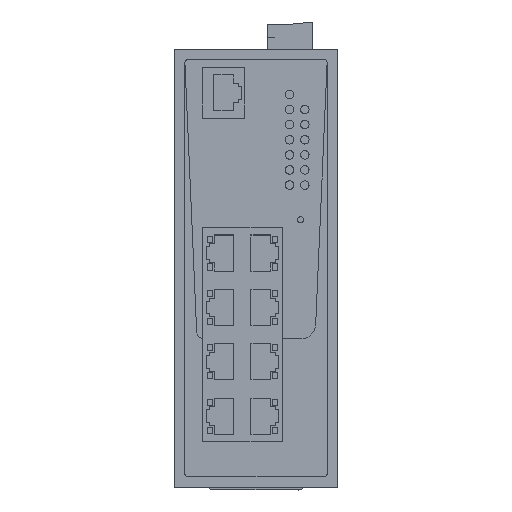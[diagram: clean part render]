
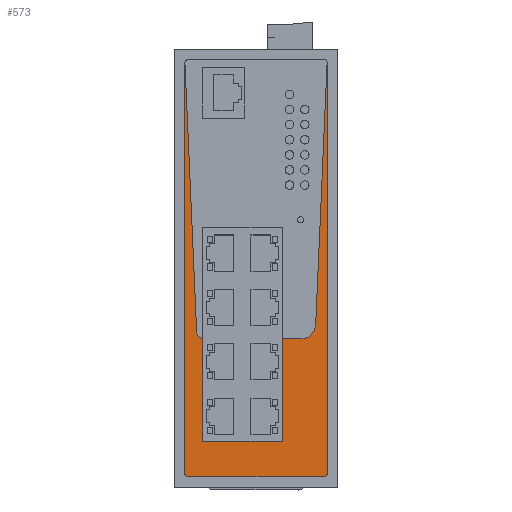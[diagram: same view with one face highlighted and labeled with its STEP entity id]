
A CAD part, top view. The second image highlights one B-rep face of the part: STEP entity #573.
In plain terms, the highlighted planar face has unit normal (0, 0, 1).
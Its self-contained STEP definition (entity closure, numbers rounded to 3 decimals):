
#317=AXIS2_PLACEMENT_3D('Circle Axis2P3D',#315,#316,$) ;
#483=AXIS2_PLACEMENT_3D('Circle Axis2P3D',#481,#482,$) ;
#504=AXIS2_PLACEMENT_3D('Plane Axis2P3D',#501,#502,#503) ;
#515=AXIS2_PLACEMENT_3D('Circle Axis2P3D',#513,#514,$) ;
#529=AXIS2_PLACEMENT_3D('Circle Axis2P3D',#527,#528,$) ;
#283=CARTESIAN_POINT('Line Origine',(38.876,49.817,131.)) ;
#287=CARTESIAN_POINT('Vertex',(35.835,49.817,131.)) ;
#289=CARTESIAN_POINT('Vertex',(41.917,49.817,131.)) ;
#315=CARTESIAN_POINT('Axis2P3D Location',(41.917,54.817,131.)) ;
#319=CARTESIAN_POINT('Vertex',(46.912,54.599,131.)) ;
#340=CARTESIAN_POINT('Line Origine',(48.806,97.974,131.)) ;
#344=CARTESIAN_POINT('Vertex',(50.7,141.35,131.)) ;
#434=CARTESIAN_POINT('Vertex',(3.6,141.35,131.)) ;
#456=CARTESIAN_POINT('Line Origine',(5.546,96.779,131.)) ;
#460=CARTESIAN_POINT('Vertex',(7.492,52.208,131.)) ;
#481=CARTESIAN_POINT('Axis2P3D Location',(9.99,52.317,131.)) ;
#485=CARTESIAN_POINT('Vertex',(9.485,49.868,131.)) ;
#501=CARTESIAN_POINT('Axis2P3D Location',(0.95,72.95,131.)) ;
#506=CARTESIAN_POINT('Line Origine',(3.6,73.3,131.)) ;
#510=CARTESIAN_POINT('Vertex',(3.6,5.25,131.)) ;
#513=CARTESIAN_POINT('Axis2P3D Location',(4.6,5.25,131.)) ;
#517=CARTESIAN_POINT('Vertex',(4.6,4.25,131.)) ;
#520=CARTESIAN_POINT('Line Origine',(27.15,4.25,131.)) ;
#524=CARTESIAN_POINT('Vertex',(49.7,4.25,131.)) ;
#527=CARTESIAN_POINT('Axis2P3D Location',(49.7,5.25,131.)) ;
#531=CARTESIAN_POINT('Vertex',(50.7,5.25,131.)) ;
#534=CARTESIAN_POINT('Line Origine',(50.7,73.3,131.)) ;
#539=CARTESIAN_POINT('Line Origine',(35.835,32.866,131.)) ;
#543=CARTESIAN_POINT('Vertex',(35.835,15.915,131.)) ;
#546=CARTESIAN_POINT('Line Origine',(22.66,15.915,131.)) ;
#550=CARTESIAN_POINT('Vertex',(9.485,15.915,131.)) ;
#553=CARTESIAN_POINT('Line Origine',(9.485,32.892,131.)) ;
#284=DIRECTION('Vector Direction',(1.,0.,0.)) ;
#316=DIRECTION('Axis2P3D Direction',(0.,0.,1.)) ;
#341=DIRECTION('Vector Direction',(0.044,0.999,0.)) ;
#457=DIRECTION('Vector Direction',(0.044,-0.999,0.)) ;
#482=DIRECTION('Axis2P3D Direction',(0.,0.,1.)) ;
#502=DIRECTION('Axis2P3D Direction',(0.,0.,1.)) ;
#503=DIRECTION('Axis2P3D XDirection',(0.,-1.,0.)) ;
#507=DIRECTION('Vector Direction',(0.,-1.,0.)) ;
#514=DIRECTION('Axis2P3D Direction',(0.,0.,1.)) ;
#521=DIRECTION('Vector Direction',(1.,0.,0.)) ;
#528=DIRECTION('Axis2P3D Direction',(0.,0.,1.)) ;
#535=DIRECTION('Vector Direction',(0.,1.,0.)) ;
#540=DIRECTION('Vector Direction',(0.,1.,0.)) ;
#547=DIRECTION('Vector Direction',(1.,0.,0.)) ;
#554=DIRECTION('Vector Direction',(0.,-1.,0.)) ;
#285=VECTOR('Line Direction',#284,1.) ;
#342=VECTOR('Line Direction',#341,1.) ;
#458=VECTOR('Line Direction',#457,1.) ;
#508=VECTOR('Line Direction',#507,1.) ;
#522=VECTOR('Line Direction',#521,1.) ;
#536=VECTOR('Line Direction',#535,1.) ;
#541=VECTOR('Line Direction',#540,1.) ;
#548=VECTOR('Line Direction',#547,1.) ;
#555=VECTOR('Line Direction',#554,1.) ;
#559=ORIENTED_EDGE('',*,*,#487,.F.) ;
#560=ORIENTED_EDGE('',*,*,#462,.F.) ;
#561=ORIENTED_EDGE('',*,*,#512,.T.) ;
#562=ORIENTED_EDGE('',*,*,#519,.T.) ;
#563=ORIENTED_EDGE('',*,*,#526,.T.) ;
#564=ORIENTED_EDGE('',*,*,#533,.T.) ;
#565=ORIENTED_EDGE('',*,*,#538,.T.) ;
#566=ORIENTED_EDGE('',*,*,#346,.F.) ;
#567=ORIENTED_EDGE('',*,*,#321,.F.) ;
#568=ORIENTED_EDGE('',*,*,#291,.F.) ;
#569=ORIENTED_EDGE('',*,*,#545,.F.) ;
#570=ORIENTED_EDGE('',*,*,#552,.F.) ;
#571=ORIENTED_EDGE('',*,*,#557,.F.) ;
#573=ADVANCED_FACE('SWITCH',(#572),#505,.T.) ;
#318=CIRCLE('generated circle',#317,5.) ;
#484=CIRCLE('generated circle',#483,2.5) ;
#516=CIRCLE('generated circle',#515,1.) ;
#530=CIRCLE('generated circle',#529,1.) ;
#291=EDGE_CURVE('',#288,#290,#286,.T.) ;
#321=EDGE_CURVE('',#290,#320,#318,.T.) ;
#346=EDGE_CURVE('',#320,#345,#343,.T.) ;
#462=EDGE_CURVE('',#435,#461,#459,.T.) ;
#487=EDGE_CURVE('',#461,#486,#484,.T.) ;
#512=EDGE_CURVE('',#435,#511,#509,.T.) ;
#519=EDGE_CURVE('',#511,#518,#516,.T.) ;
#526=EDGE_CURVE('',#518,#525,#523,.T.) ;
#533=EDGE_CURVE('',#525,#532,#530,.T.) ;
#538=EDGE_CURVE('',#532,#345,#537,.T.) ;
#545=EDGE_CURVE('',#544,#288,#542,.T.) ;
#552=EDGE_CURVE('',#551,#544,#549,.T.) ;
#557=EDGE_CURVE('',#486,#551,#556,.T.) ;
#558=EDGE_LOOP('',(#559,#560,#561,#562,#563,#564,#565,#566,#567,#568,#569,#570,#571)) ;
#572=FACE_OUTER_BOUND('',#558,.T.) ;
#286=LINE('Line',#283,#285) ;
#343=LINE('Line',#340,#342) ;
#459=LINE('Line',#456,#458) ;
#509=LINE('Line',#506,#508) ;
#523=LINE('Line',#520,#522) ;
#537=LINE('Line',#534,#536) ;
#542=LINE('Line',#539,#541) ;
#549=LINE('Line',#546,#548) ;
#556=LINE('Line',#553,#555) ;
#505=PLANE('',#504) ;
#288=VERTEX_POINT('',#287) ;
#290=VERTEX_POINT('',#289) ;
#320=VERTEX_POINT('',#319) ;
#345=VERTEX_POINT('',#344) ;
#435=VERTEX_POINT('',#434) ;
#461=VERTEX_POINT('',#460) ;
#486=VERTEX_POINT('',#485) ;
#511=VERTEX_POINT('',#510) ;
#518=VERTEX_POINT('',#517) ;
#525=VERTEX_POINT('',#524) ;
#532=VERTEX_POINT('',#531) ;
#544=VERTEX_POINT('',#543) ;
#551=VERTEX_POINT('',#550) ;
